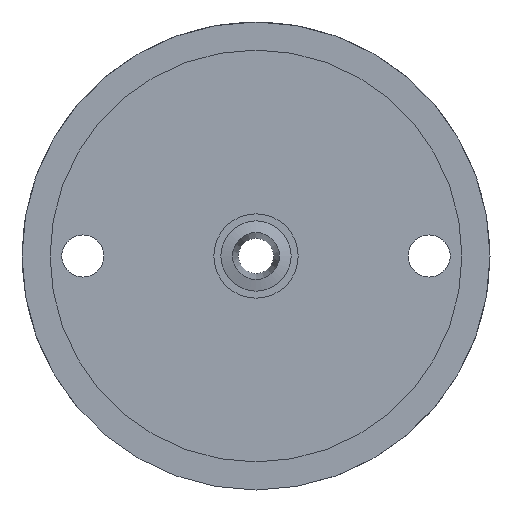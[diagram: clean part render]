
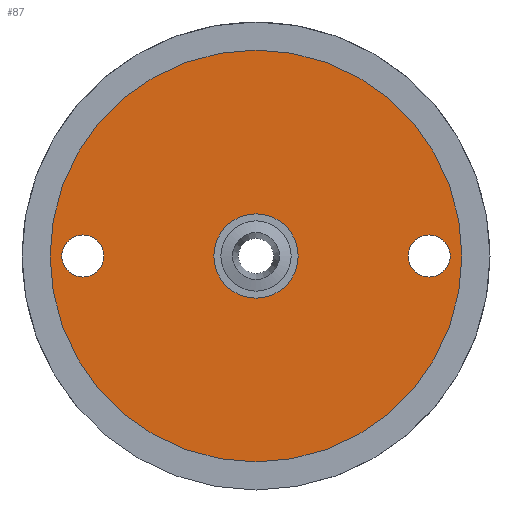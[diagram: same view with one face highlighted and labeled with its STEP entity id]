
A CAD part, front view. The second image highlights one B-rep face of the part: STEP entity #87.
In plain terms, the highlighted planar face has unit normal (0, -1, 0).
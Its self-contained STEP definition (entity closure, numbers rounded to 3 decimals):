
#87 = ADVANCED_FACE( '', ( #184, #185, #186, #187 ), #188, .F. );
#184 = FACE_BOUND( '', #313, .T. );
#185 = FACE_BOUND( '', #314, .T. );
#186 = FACE_BOUND( '', #315, .T. );
#187 = FACE_OUTER_BOUND( '', #316, .T. );
#188 = PLANE( '', #317 );
#313 = EDGE_LOOP( '', ( #477 ) );
#314 = EDGE_LOOP( '', ( #478 ) );
#315 = EDGE_LOOP( '', ( #479 ) );
#316 = EDGE_LOOP( '', ( #480 ) );
#317 = AXIS2_PLACEMENT_3D( '', #481, #482, #483 );
#477 = ORIENTED_EDGE( '', *, *, #545, .F. );
#478 = ORIENTED_EDGE( '', *, *, #500, .F. );
#479 = ORIENTED_EDGE( '', *, *, #514, .F. );
#480 = ORIENTED_EDGE( '', *, *, #537, .T. );
#481 = CARTESIAN_POINT( '', ( 44., 5.5, 0. ) );
#482 = DIRECTION( '', ( 0., 1., 0. ) );
#483 = DIRECTION( '', ( 0., 0., 1. ) );
#500 = EDGE_CURVE( '', #565, #565, #566, .F. );
#514 = EDGE_CURVE( '', #590, #590, #591, .F. );
#537 = EDGE_CURVE( '', #626, #626, #627, .T. );
#545 = EDGE_CURVE( '', #638, #638, #639, .T. );
#565 = VERTEX_POINT( '', #660 );
#566 = CIRCLE( '', #661, 4.5 );
#590 = VERTEX_POINT( '', #725 );
#591 = CIRCLE( '', #726, 4.5 );
#626 = VERTEX_POINT( '', #821 );
#627 = CIRCLE( '', #822, 44. );
#638 = VERTEX_POINT( '', #835 );
#639 = CIRCLE( '', #836, 9. );
#660 = CARTESIAN_POINT( '', ( 37., 5.5, 4.5 ) );
#661 = AXIS2_PLACEMENT_3D( '', #859, #860, #861 );
#725 = CARTESIAN_POINT( '', ( -37., 5.5, 4.5 ) );
#726 = AXIS2_PLACEMENT_3D( '', #879, #880, #881 );
#821 = CARTESIAN_POINT( '', ( 0., 5.5, -44. ) );
#822 = AXIS2_PLACEMENT_3D( '', #905, #906, #907 );
#835 = CARTESIAN_POINT( '', ( 0., 5.5, -9. ) );
#836 = AXIS2_PLACEMENT_3D( '', #916, #917, #918 );
#859 = CARTESIAN_POINT( '', ( 37., 5.5, 0. ) );
#860 = DIRECTION( '', ( 0., 1., 0. ) );
#861 = DIRECTION( '', ( 0., 0., 1. ) );
#879 = CARTESIAN_POINT( '', ( -37., 5.5, 0. ) );
#880 = DIRECTION( '', ( 0., 1., 0. ) );
#881 = DIRECTION( '', ( 0., 0., 1. ) );
#905 = CARTESIAN_POINT( '', ( 0., 5.5, 0. ) );
#906 = DIRECTION( '', ( 0., -1., 0. ) );
#907 = DIRECTION( '', ( 0., 0., -1. ) );
#916 = CARTESIAN_POINT( '', ( 0., 5.5, 0. ) );
#917 = DIRECTION( '', ( 0., -1., 0. ) );
#918 = DIRECTION( '', ( 0., 0., -1. ) );
